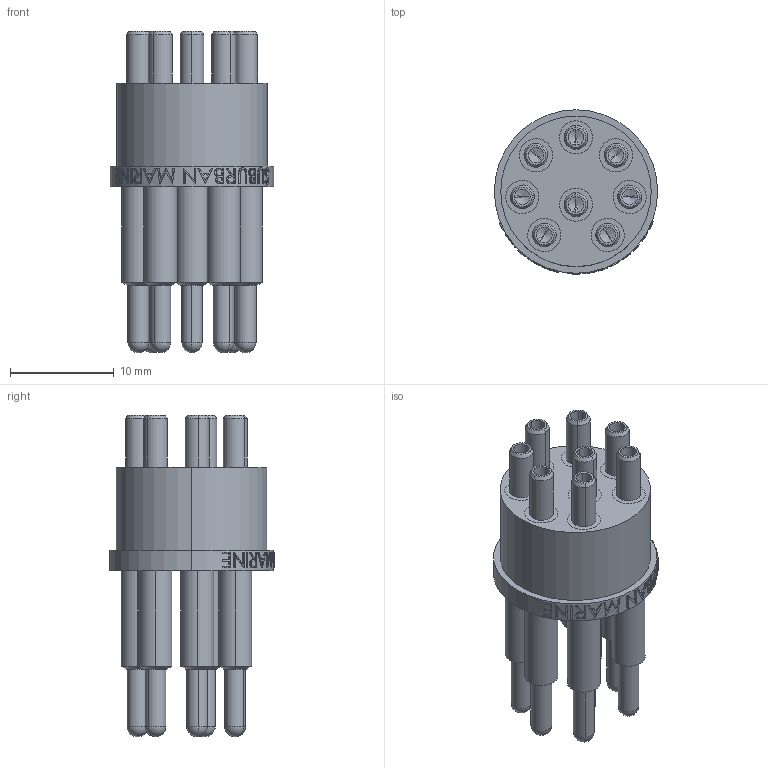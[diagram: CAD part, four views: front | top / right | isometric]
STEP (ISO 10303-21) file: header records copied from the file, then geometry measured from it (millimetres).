
FILE_DESCRIPTION (( 'STEP AP214' ), '1' );
FILE_NAME ('BM-A-8-M_8pin_male_connector.STEP', '2022-01-27T22:51:45', ( '' ), ( '' ), 'SwSTEP 2.0', 'SolidWorks 2018', '' );
FILE_SCHEMA (( 'AUTOMOTIVE_DESIGN' ));
Length unit declared in the file: millimetre
Products named in the file (1): BM-A-8-M_8pin_male_connector
Bounding box: 15.75 x 15.85 x 31 mm (x, y, z)
Volume: 2569.4 mm3; surface area: 4742.2 mm2
Topology: 9 solids, 9 shells, 568 faces, 1393 edges, 886 vertices
Faces by surface type: plane 191, cylinder 170, bspline 143, cone 48, sphere 16
Entity records: 30814 total; most frequent: CARTESIAN_POINT 12146, ORIENTED_EDGE 2690, DIRECTION 2213, EDGE_CURVE 1345, VERTEX_POINT 870, AXIS2_PLACEMENT_3D 852, EDGE_LOOP 659, UNCERTAINTY_MEASURE_WITH_UNIT 579
